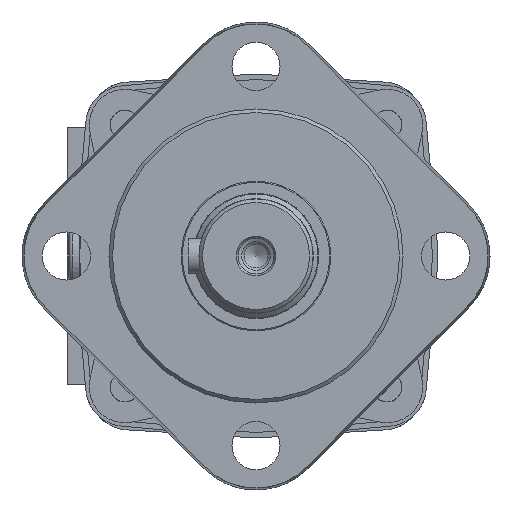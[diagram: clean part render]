
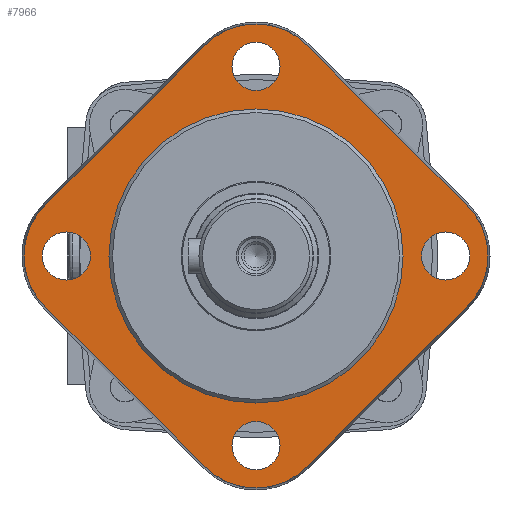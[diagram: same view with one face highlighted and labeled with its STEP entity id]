
A CAD part, left-side view. The second image highlights one B-rep face of the part: STEP entity #7966.
In plain terms, the highlighted planar face has unit normal (-1, 0, 0).
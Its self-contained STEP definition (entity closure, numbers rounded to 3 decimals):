
#405=PLANE('',#8911);
#879=LINE('',#14008,#1376);
#880=LINE('',#14015,#1377);
#882=LINE('',#14024,#1379);
#884=LINE('',#14028,#1381);
#886=LINE('',#14037,#1383);
#888=LINE('',#14051,#1385);
#890=LINE('',#14061,#1387);
#893=LINE('',#14083,#1390);
#894=LINE('',#14086,#1391);
#895=LINE('',#14088,#1392);
#896=LINE('',#14090,#1393);
#897=LINE('',#14092,#1394);
#1376=VECTOR('',#11071,1000.);
#1377=VECTOR('',#11074,1000.);
#1379=VECTOR('',#11078,1000.);
#1381=VECTOR('',#11082,1000.);
#1383=VECTOR('',#11086,1000.);
#1385=VECTOR('',#11090,1000.);
#1387=VECTOR('',#11094,1000.);
#1390=VECTOR('',#11099,1000.);
#1391=VECTOR('',#11104,1000.);
#1392=VECTOR('',#11107,1000.);
#1393=VECTOR('',#11110,1000.);
#1394=VECTOR('',#11113,1000.);
#3395=ORIENTED_EDGE('',*,*,#4659,.F.);
#3396=ORIENTED_EDGE('',*,*,#4658,.T.);
#3397=ORIENTED_EDGE('',*,*,#4660,.F.);
#3398=ORIENTED_EDGE('',*,*,#4637,.F.);
#3399=ORIENTED_EDGE('',*,*,#4661,.F.);
#3400=ORIENTED_EDGE('',*,*,#4635,.T.);
#3401=ORIENTED_EDGE('',*,*,#4662,.F.);
#3402=ORIENTED_EDGE('',*,*,#4640,.F.);
#3403=ORIENTED_EDGE('',*,*,#4663,.F.);
#3404=ORIENTED_EDGE('',*,*,#4642,.F.);
#3405=ORIENTED_EDGE('',*,*,#4664,.T.);
#3406=ORIENTED_EDGE('',*,*,#4649,.T.);
#3407=ORIENTED_EDGE('',*,*,#4665,.F.);
#3408=ORIENTED_EDGE('',*,*,#4645,.F.);
#3409=ORIENTED_EDGE('',*,*,#4666,.T.);
#3410=ORIENTED_EDGE('',*,*,#4652,.T.);
#3411=ORIENTED_EDGE('',*,*,#4667,.F.);
#3412=ORIENTED_EDGE('',*,*,#4668,.F.);
#3413=ORIENTED_EDGE('',*,*,#4669,.T.);
#3414=ORIENTED_EDGE('',*,*,#4670,.T.);
#3415=ORIENTED_EDGE('',*,*,#4671,.T.);
#4635=EDGE_CURVE('',#5458,#5459,#879,.T.);
#4637=EDGE_CURVE('',#5460,#5461,#880,.T.);
#4640=EDGE_CURVE('',#5462,#5463,#882,.T.);
#4642=EDGE_CURVE('',#5464,#5465,#884,.T.);
#4645=EDGE_CURVE('',#5466,#5467,#886,.T.);
#4649=EDGE_CURVE('',#5469,#5468,#888,.T.);
#4652=EDGE_CURVE('',#5472,#5470,#890,.T.);
#4658=EDGE_CURVE('',#5474,#5475,#893,.T.);
#4659=EDGE_CURVE('',#5474,#5470,#5904,.T.);
#4660=EDGE_CURVE('',#5461,#5475,#894,.T.);
#4661=EDGE_CURVE('',#5458,#5460,#5905,.T.);
#4662=EDGE_CURVE('',#5463,#5459,#895,.T.);
#4663=EDGE_CURVE('',#5465,#5462,#5906,.T.);
#4664=EDGE_CURVE('',#5464,#5469,#896,.T.);
#4665=EDGE_CURVE('',#5467,#5468,#5907,.T.);
#4666=EDGE_CURVE('',#5466,#5472,#897,.T.);
#4667=EDGE_CURVE('',#5476,#5476,#5908,.F.);
#4668=EDGE_CURVE('',#5477,#5477,#5909,.F.);
#4669=EDGE_CURVE('',#5478,#5478,#5910,.T.);
#4670=EDGE_CURVE('',#5479,#5479,#5911,.T.);
#4671=EDGE_CURVE('',#5480,#5480,#5912,.T.);
#5458=VERTEX_POINT('',#14005);
#5459=VERTEX_POINT('',#14007);
#5460=VERTEX_POINT('',#14014);
#5461=VERTEX_POINT('',#14016);
#5462=VERTEX_POINT('',#14023);
#5463=VERTEX_POINT('',#14025);
#5464=VERTEX_POINT('',#14029);
#5465=VERTEX_POINT('',#14030);
#5466=VERTEX_POINT('',#14038);
#5467=VERTEX_POINT('',#14039);
#5468=VERTEX_POINT('',#14050);
#5469=VERTEX_POINT('',#14052);
#5470=VERTEX_POINT('',#14059);
#5472=VERTEX_POINT('',#14062);
#5474=VERTEX_POINT('',#14075);
#5475=VERTEX_POINT('',#14082);
#5476=VERTEX_POINT('',#14094);
#5477=VERTEX_POINT('',#14096);
#5478=VERTEX_POINT('',#14098);
#5479=VERTEX_POINT('',#14100);
#5480=VERTEX_POINT('',#14102);
#5904=CIRCLE('',#8912,20.11);
#5905=CIRCLE('',#8913,20.11);
#5906=CIRCLE('',#8914,20.11);
#5907=CIRCLE('',#8915,20.11);
#5908=CIRCLE('',#8916,6.75);
#5909=CIRCLE('',#8917,41.25);
#5910=CIRCLE('',#8918,6.75);
#5911=CIRCLE('',#8919,6.75);
#5912=CIRCLE('',#8920,6.75);
#6555=EDGE_LOOP('',(#3395,#3396,#3397,#3398,#3399,#3400,#3401,#3402,#3403,
#3404,#3405,#3406,#3407,#3408,#3409,#3410));
#6556=EDGE_LOOP('',(#3411));
#6557=EDGE_LOOP('',(#3412));
#6558=EDGE_LOOP('',(#3413));
#6559=EDGE_LOOP('',(#3414));
#6560=EDGE_LOOP('',(#3415));
#7274=FACE_BOUND('',#6555,.T.);
#7275=FACE_BOUND('',#6556,.T.);
#7276=FACE_BOUND('',#6557,.T.);
#7277=FACE_BOUND('',#6558,.T.);
#7278=FACE_BOUND('',#6559,.T.);
#7279=FACE_BOUND('',#6560,.T.);
#7966=ADVANCED_FACE('',(#7274,#7275,#7276,#7277,#7278,#7279),#405,.F.);
#8911=AXIS2_PLACEMENT_3D('',#14084,#11100,#11101);
#8912=AXIS2_PLACEMENT_3D('',#14085,#11102,#11103);
#8913=AXIS2_PLACEMENT_3D('',#14087,#11105,#11106);
#8914=AXIS2_PLACEMENT_3D('',#14089,#11108,#11109);
#8915=AXIS2_PLACEMENT_3D('',#14091,#11111,#11112);
#8916=AXIS2_PLACEMENT_3D('',#14093,#11114,#11115);
#8917=AXIS2_PLACEMENT_3D('',#14095,#11116,#11117);
#8918=AXIS2_PLACEMENT_3D('',#14097,#11118,#11119);
#8919=AXIS2_PLACEMENT_3D('',#14099,#11120,#11121);
#8920=AXIS2_PLACEMENT_3D('',#14101,#11122,#11123);
#11071=DIRECTION('',(0.,-0.707,-0.707));
#11074=DIRECTION('',(0.,0.707,-0.707));
#11078=DIRECTION('',(0.,-0.707,-0.707));
#11082=DIRECTION('',(0.,0.707,-0.707));
#11086=DIRECTION('',(0.,-0.707,-0.707));
#11090=DIRECTION('',(0.,0.707,-0.707));
#11094=DIRECTION('',(0.,-0.707,-0.707));
#11099=DIRECTION('',(0.,0.707,-0.707));
#11100=DIRECTION('',(1.,0.,0.));
#11101=DIRECTION('',(0.,0.,-1.));
#11102=DIRECTION('',(1.,0.,0.));
#11103=DIRECTION('',(0.,0.,-1.));
#11104=DIRECTION('',(0.,0.707,0.707));
#11105=DIRECTION('',(1.,0.,0.));
#11106=DIRECTION('',(0.,0.,-1.));
#11107=DIRECTION('',(0.,0.707,-0.707));
#11108=DIRECTION('',(1.,0.,0.));
#11109=DIRECTION('',(0.,0.,-1.));
#11110=DIRECTION('',(0.,0.707,0.707));
#11111=DIRECTION('',(1.,0.,0.));
#11112=DIRECTION('',(0.,0.,-1.));
#11113=DIRECTION('',(0.,0.707,-0.707));
#11114=DIRECTION('',(1.,0.,0.));
#11115=DIRECTION('',(0.,0.,-1.));
#11116=DIRECTION('',(1.,0.,0.));
#11117=DIRECTION('',(0.,0.,-1.));
#11118=DIRECTION('',(1.,0.,0.));
#11119=DIRECTION('',(0.,0.,-1.));
#11120=DIRECTION('',(1.,0.,0.));
#11121=DIRECTION('',(0.,0.,-1.));
#11122=DIRECTION('',(1.,0.,0.));
#11123=DIRECTION('',(0.,0.,-1.));
#14005=CARTESIAN_POINT('',(0.,-14.22,-59.22));
#14007=CARTESIAN_POINT('',(0.,-14.22,-59.22));
#14008=CARTESIAN_POINT('',(0.,59.22,14.22));
#14014=CARTESIAN_POINT('',(0.,14.22,-59.22));
#14015=CARTESIAN_POINT('',(0.,-59.22,14.22));
#14016=CARTESIAN_POINT('',(0.,14.22,-59.22));
#14023=CARTESIAN_POINT('',(0.,-59.22,-14.22));
#14024=CARTESIAN_POINT('',(0.,14.22,59.22));
#14025=CARTESIAN_POINT('',(0.,-59.22,-14.22));
#14028=CARTESIAN_POINT('',(0.,-59.22,14.22));
#14029=CARTESIAN_POINT('',(0.,-59.22,14.22));
#14030=CARTESIAN_POINT('',(0.,-59.22,14.22));
#14037=CARTESIAN_POINT('',(0.,14.22,59.22));
#14038=CARTESIAN_POINT('',(0.,14.22,59.22));
#14039=CARTESIAN_POINT('',(0.,14.22,59.22));
#14050=CARTESIAN_POINT('',(0.,-14.22,59.22));
#14051=CARTESIAN_POINT('',(0.,-14.22,59.22));
#14052=CARTESIAN_POINT('',(0.,-14.22,59.22));
#14059=CARTESIAN_POINT('',(0.,59.22,14.22));
#14061=CARTESIAN_POINT('',(0.,59.22,14.22));
#14062=CARTESIAN_POINT('',(0.,59.22,14.22));
#14075=CARTESIAN_POINT('',(0.,59.22,-14.22));
#14082=CARTESIAN_POINT('',(0.,59.22,-14.22));
#14083=CARTESIAN_POINT('',(0.,-14.22,59.22));
#14084=CARTESIAN_POINT('',(0.,14.22,59.22));
#14085=CARTESIAN_POINT('',(0.,45.,0.));
#14086=CARTESIAN_POINT('',(0.,14.22,-59.22));
#14087=CARTESIAN_POINT('',(0.,0.,-45.));
#14088=CARTESIAN_POINT('',(0.,-59.22,-14.22));
#14089=CARTESIAN_POINT('',(0.,-45.,0.));
#14090=CARTESIAN_POINT('',(0.,-59.22,14.22));
#14091=CARTESIAN_POINT('',(0.,0.,45.));
#14092=CARTESIAN_POINT('',(0.,14.22,59.22));
#14093=CARTESIAN_POINT('',(0.,53.2,0.));
#14094=CARTESIAN_POINT('',(0.,53.2,-6.75));
#14095=CARTESIAN_POINT('',(0.,0.,0.));
#14096=CARTESIAN_POINT('',(0.,0.,-41.25));
#14097=CARTESIAN_POINT('',(0.,0.,53.2));
#14098=CARTESIAN_POINT('',(0.,0.,46.45));
#14099=CARTESIAN_POINT('',(0.,-53.2,0.));
#14100=CARTESIAN_POINT('',(0.,-53.2,-6.75));
#14101=CARTESIAN_POINT('',(0.,0.,-53.2));
#14102=CARTESIAN_POINT('',(0.,0.,
-59.95));
